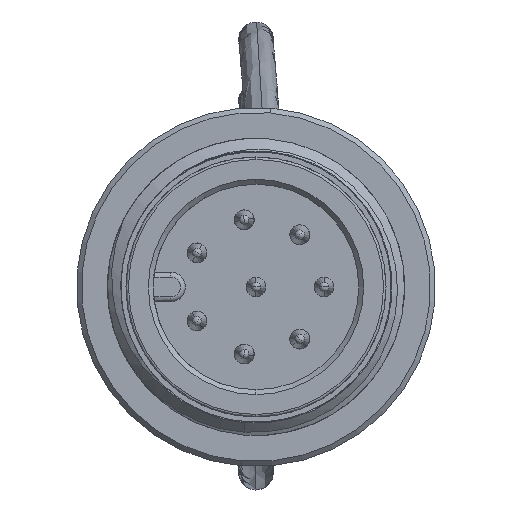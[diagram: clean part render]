
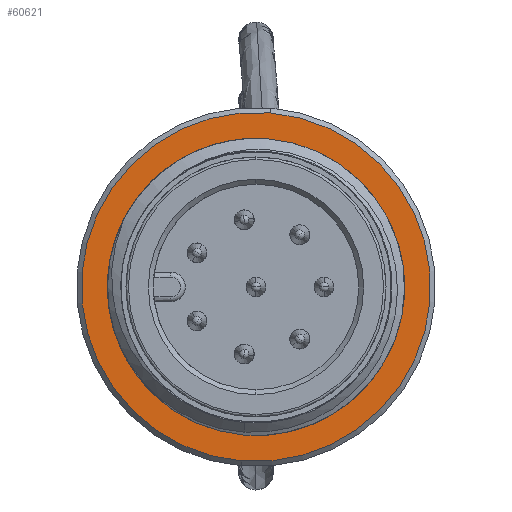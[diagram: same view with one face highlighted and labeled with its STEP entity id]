
A CAD part, left-side view. The second image highlights one B-rep face of the part: STEP entity #60621.
In plain terms, the highlighted planar face has unit normal (-1, 0, 0).
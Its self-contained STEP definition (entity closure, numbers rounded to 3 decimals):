
#691 = PLANE ( 'NONE',  #88171 ) ;
#1161 = DIRECTION ( 'NONE',  ( -1., 0., 0. ) ) ;
#3499 = DIRECTION ( 'NONE',  ( -1., 0., 0. ) ) ;
#6496 = FACE_OUTER_BOUND ( 'NONE', #84298, .T. ) ;
#7452 = DIRECTION ( 'NONE',  ( 0., 0., -1. ) ) ;
#10254 = DIRECTION ( 'NONE',  ( 0., 0., -1. ) ) ;
#12359 = AXIS2_PLACEMENT_3D ( 'NONE', #21041, #44140, #94176 ) ;
#13312 = ORIENTED_EDGE ( 'NONE', *, *, #90310, .T. ) ;
#13585 = VERTEX_POINT ( 'NONE', #34155 ) ;
#13772 = ORIENTED_EDGE ( 'NONE', *, *, #56985, .T. ) ;
#14178 = EDGE_CURVE ( 'NONE', #85989, #37681, #92241, .T. ) ;
#19269 = AXIS2_PLACEMENT_3D ( 'NONE', #30950, #1161, #45418 ) ;
#21041 = CARTESIAN_POINT ( 'NONE',  ( 7.4, 0., 0. ) ) ;
#24495 = VERTEX_POINT ( 'NONE', #47416 ) ;
#25069 = AXIS2_PLACEMENT_3D ( 'NONE', #48708, #3499, #10254 ) ;
#30390 = CIRCLE ( 'NONE', #39623, 6. ) ;
#30950 = CARTESIAN_POINT ( 'NONE',  ( 7.4, 0., 0. ) ) ;
#34155 = CARTESIAN_POINT ( 'NONE',  ( 7.4, 0., -7.05 ) ) ;
#35178 = EDGE_CURVE ( 'NONE', #37681, #85989, #30390, .T. ) ;
#35835 = FACE_BOUND ( 'NONE', #41913, .T. ) ;
#37681 = VERTEX_POINT ( 'NONE', #84043 ) ;
#39623 = AXIS2_PLACEMENT_3D ( 'NONE', #72177, #56269, #41841 ) ;
#41841 = DIRECTION ( 'NONE',  ( 0., 0., 1. ) ) ;
#41913 = EDGE_LOOP ( 'NONE', ( #79623, #48668 ) ) ;
#41987 = CIRCLE ( 'NONE', #25069, 7.05 ) ;
#44140 = DIRECTION ( 'NONE',  ( -1., 0., 0. ) ) ;
#45418 = DIRECTION ( 'NONE',  ( 0., 0., -1. ) ) ;
#47416 = CARTESIAN_POINT ( 'NONE',  ( 7.4, 0., 7.05 ) ) ;
#48668 = ORIENTED_EDGE ( 'NONE', *, *, #14178, .F. ) ;
#48708 = CARTESIAN_POINT ( 'NONE',  ( 7.4, 0., 0. ) ) ;
#56269 = DIRECTION ( 'NONE',  ( -1., 0., 0. ) ) ;
#56985 = EDGE_CURVE ( 'NONE', #24495, #13585, #83638, .T. ) ;
#60621 = ADVANCED_FACE ( 'NONE', ( #6496, #35835 ), #691, .F. ) ;
#66165 = CARTESIAN_POINT ( 'NONE',  ( 7.4, 6., 0. ) ) ;
#72177 = CARTESIAN_POINT ( 'NONE',  ( 7.4, 0., 0. ) ) ;
#73394 = DIRECTION ( 'NONE',  ( 1., 0., 0. ) ) ;
#78203 = CARTESIAN_POINT ( 'NONE',  ( 7.4, 0., -6. ) ) ;
#79623 = ORIENTED_EDGE ( 'NONE', *, *, #35178, .F. ) ;
#83638 = CIRCLE ( 'NONE', #19269, 7.05 ) ;
#84043 = CARTESIAN_POINT ( 'NONE',  ( 7.4, 0., 6. ) ) ;
#84298 = EDGE_LOOP ( 'NONE', ( #13312, #13772 ) ) ;
#85989 = VERTEX_POINT ( 'NONE', #78203 ) ;
#88171 = AXIS2_PLACEMENT_3D ( 'NONE', #66165, #73394, #7452 ) ;
#90310 = EDGE_CURVE ( 'NONE', #13585, #24495, #41987, .T. ) ;
#92241 = CIRCLE ( 'NONE', #12359, 6. ) ;
#94176 = DIRECTION ( 'NONE',  ( 0., 0., 1. ) ) ;
